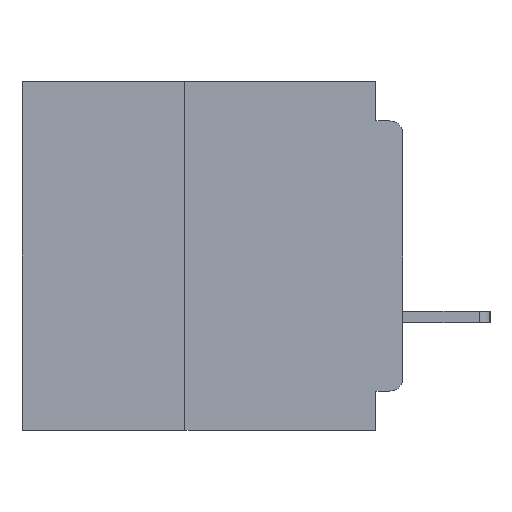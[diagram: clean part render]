
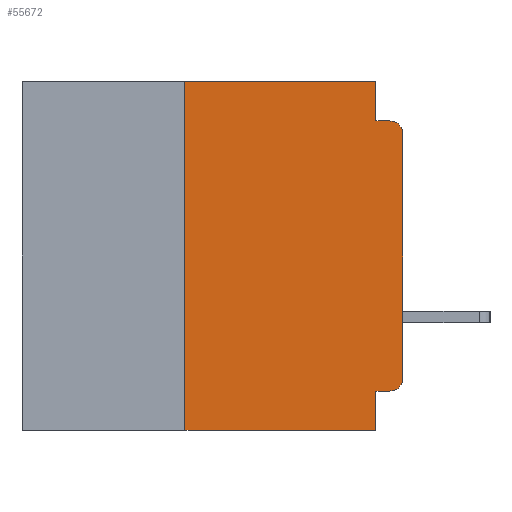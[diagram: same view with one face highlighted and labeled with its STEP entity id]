
A CAD part, left-side view. The second image highlights one B-rep face of the part: STEP entity #55672.
In plain terms, the highlighted planar face has unit normal (-1, 0, 0).
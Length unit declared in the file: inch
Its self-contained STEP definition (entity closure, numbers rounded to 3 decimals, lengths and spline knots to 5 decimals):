
#738 = VECTOR ( 'NONE', #15650, 39.37008 ) ;
#752 = EDGE_CURVE ( 'NONE', #25100, #34532, #25497, .T. ) ;
#2082 = DIRECTION ( 'NONE',  ( 0., 1., 0. ) ) ;
#3936 = AXIS2_PLACEMENT_3D ( 'NONE', #33972, #7805, #38346 ) ;
#4257 = LINE ( 'NONE', #24190, #5652 ) ;
#4343 = EDGE_CURVE ( 'NONE', #43126, #16437, #14909, .T. ) ;
#4669 = CARTESIAN_POINT ( 'NONE',  ( 0., 0.015, -0.34 ) ) ;
#4756 = AXIS2_PLACEMENT_3D ( 'NONE', #48458, #48649, #22538 ) ;
#5652 = VECTOR ( 'NONE', #50326, 39.37008 ) ;
#7485 = VECTOR ( 'NONE', #2082, 39.37008 ) ;
#7805 = DIRECTION ( 'NONE',  ( -1., 0., 0. ) ) ;
#7812 = DIRECTION ( 'NONE',  ( 0., 0., 1. ) ) ;
#8482 = EDGE_CURVE ( 'NONE', #12071, #20670, #48041, .T. ) ;
#9176 = DIRECTION ( 'NONE',  ( 0., 0., -1. ) ) ;
#9349 = PLANE ( 'NONE',  #4756 ) ;
#10336 = CARTESIAN_POINT ( 'NONE',  ( 0., 0.437, -0.4 ) ) ;
#10578 = CARTESIAN_POINT ( 'NONE',  ( 0., 0.031, -0.4 ) ) ;
#12071 = VERTEX_POINT ( 'NONE', #39034 ) ;
#12667 = LINE ( 'NONE', #54645, #738 ) ;
#12752 = AXIS2_PLACEMENT_3D ( 'NONE', #4669, #35318, #9176 ) ;
#13453 = LINE ( 'NONE', #10336, #23645 ) ;
#13855 = CARTESIAN_POINT ( 'NONE',  ( 0., 0.031, 0. ) ) ;
#14670 = VECTOR ( 'NONE', #27904, 39.37008 ) ;
#14760 = DIRECTION ( 'NONE',  ( 0., -1., 0. ) ) ;
#14909 = LINE ( 'NONE', #49758, #23704 ) ;
#15222 = ORIENTED_EDGE ( 'NONE', *, *, #8482, .F. ) ;
#15439 = ORIENTED_EDGE ( 'NONE', *, *, #54216, .F. ) ;
#15650 = DIRECTION ( 'NONE',  ( 0., 0., -1. ) ) ;
#15715 = ORIENTED_EDGE ( 'NONE', *, *, #55449, .T. ) ;
#16074 = EDGE_CURVE ( 'NONE', #49565, #19302, #50619, .T. ) ;
#16437 = VERTEX_POINT ( 'NONE', #24956 ) ;
#17263 = LINE ( 'NONE', #47138, #50649 ) ;
#17891 = CARTESIAN_POINT ( 'NONE',  ( 0., 0.25, -0.4 ) ) ;
#19302 = VERTEX_POINT ( 'NONE', #41754 ) ;
#20485 = CARTESIAN_POINT ( 'NONE',  ( 0., 0., -0.045 ) ) ;
#20670 = VERTEX_POINT ( 'NONE', #50236 ) ;
#21498 = ORIENTED_EDGE ( 'NONE', *, *, #30820, .F. ) ;
#22538 = DIRECTION ( 'NONE',  ( 0., 0., -1. ) ) ;
#23645 = VECTOR ( 'NONE', #14760, 39.37008 ) ;
#23704 = VECTOR ( 'NONE', #45382, 39.37008 ) ;
#24135 = VECTOR ( 'NONE', #54481, 39.37008 ) ;
#24190 = CARTESIAN_POINT ( 'NONE',  ( 0., 0.437, 0. ) ) ;
#24880 = EDGE_LOOP ( 'NONE', ( #15715, #42818, #33822, #21498, #15439, #40757, #39241, #15222, #41862, #33050 ) ) ;
#24956 = CARTESIAN_POINT ( 'NONE',  ( 0., 0.25, 0. ) ) ;
#25100 = VERTEX_POINT ( 'NONE', #31089 ) ;
#25497 = LINE ( 'NONE', #20485, #24135 ) ;
#26586 = EDGE_CURVE ( 'NONE', #49565, #12071, #32131, .T. ) ;
#27904 = DIRECTION ( 'NONE',  ( 0., 0., -1. ) ) ;
#28624 = CARTESIAN_POINT ( 'NONE',  ( 0., 0., -0.355 ) ) ;
#30820 = EDGE_CURVE ( 'NONE', #40009, #25100, #12667, .T. ) ;
#31089 = CARTESIAN_POINT ( 'NONE',  ( 0., 0.031, -0.045 ) ) ;
#32131 = LINE ( 'NONE', #28624, #7485 ) ;
#32517 = VERTEX_POINT ( 'NONE', #32662 ) ;
#32662 = CARTESIAN_POINT ( 'NONE',  ( 0., 0., -0.06 ) ) ;
#33050 = ORIENTED_EDGE ( 'NONE', *, *, #16074, .T. ) ;
#33822 = ORIENTED_EDGE ( 'NONE', *, *, #752, .F. ) ;
#33972 = CARTESIAN_POINT ( 'NONE',  ( 0., 0.015, -0.06 ) ) ;
#34532 = VERTEX_POINT ( 'NONE', #51899 ) ;
#34815 = EDGE_CURVE ( 'NONE', #43126, #20670, #13453, .T. ) ;
#35318 = DIRECTION ( 'NONE',  ( -1., 0., 0. ) ) ;
#37431 = CIRCLE ( 'NONE', #3936, 0.015 ) ;
#38346 = DIRECTION ( 'NONE',  ( 0., 0., -1. ) ) ;
#39034 = CARTESIAN_POINT ( 'NONE',  ( 0., 0.031, -0.355 ) ) ;
#39241 = ORIENTED_EDGE ( 'NONE', *, *, #34815, .T. ) ;
#39392 = EDGE_CURVE ( 'NONE', #32517, #34532, #37431, .T. ) ;
#40009 = VERTEX_POINT ( 'NONE', #13855 ) ;
#40757 = ORIENTED_EDGE ( 'NONE', *, *, #4343, .F. ) ;
#41754 = CARTESIAN_POINT ( 'NONE',  ( 0., 0., -0.34 ) ) ;
#41862 = ORIENTED_EDGE ( 'NONE', *, *, #26586, .F. ) ;
#42818 = ORIENTED_EDGE ( 'NONE', *, *, #39392, .T. ) ;
#43126 = VERTEX_POINT ( 'NONE', #17891 ) ;
#44038 = CARTESIAN_POINT ( 'NONE',  ( 0., 0.015, -0.355 ) ) ;
#45382 = DIRECTION ( 'NONE',  ( 0., 0., 1. ) ) ;
#47138 = CARTESIAN_POINT ( 'NONE',  ( 0., 0., 0. ) ) ;
#48041 = LINE ( 'NONE', #10578, #14670 ) ;
#48458 = CARTESIAN_POINT ( 'NONE',  ( 0., 0.437, 0. ) ) ;
#48649 = DIRECTION ( 'NONE',  ( 1., 0., 0. ) ) ;
#49565 = VERTEX_POINT ( 'NONE', #44038 ) ;
#49758 = CARTESIAN_POINT ( 'NONE',  ( 0., 0.25, -0.4 ) ) ;
#50236 = CARTESIAN_POINT ( 'NONE',  ( 0., 0.031, -0.4 ) ) ;
#50326 = DIRECTION ( 'NONE',  ( 0., -1., 0. ) ) ;
#50619 = CIRCLE ( 'NONE', #12752, 0.015 ) ;
#50649 = VECTOR ( 'NONE', #7812, 39.37008 ) ;
#51284 = FACE_OUTER_BOUND ( 'NONE', #24880, .T. ) ;
#51899 = CARTESIAN_POINT ( 'NONE',  ( 0., 0.015, -0.045 ) ) ;
#54216 = EDGE_CURVE ( 'NONE', #16437, #40009, #4257, .T. ) ;
#54481 = DIRECTION ( 'NONE',  ( 0., -1., 0. ) ) ;
#54645 = CARTESIAN_POINT ( 'NONE',  ( 0., 0.031, 0. ) ) ;
#55449 = EDGE_CURVE ( 'NONE', #19302, #32517, #17263, .T. ) ;
#55672 = ADVANCED_FACE ( 'NONE', ( #51284 ), #9349, .F. ) ;
